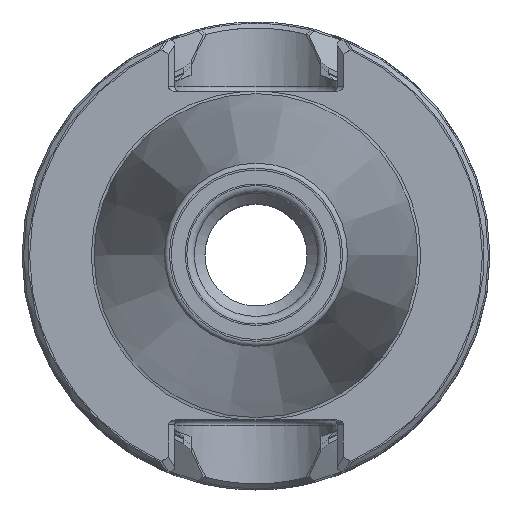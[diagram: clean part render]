
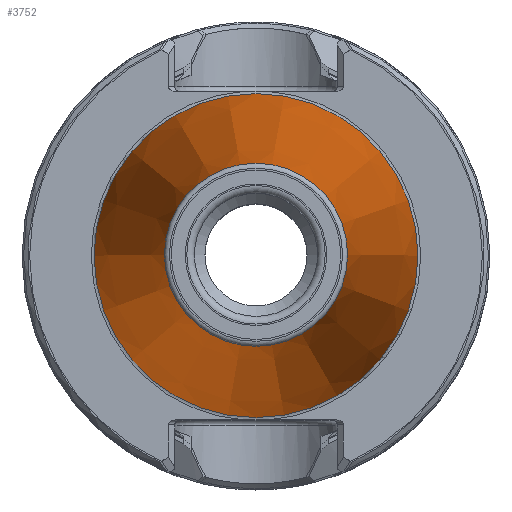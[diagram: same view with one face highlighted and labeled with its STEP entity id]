
A CAD part, top view. The second image highlights one B-rep face of the part: STEP entity #3752.
In plain terms, the highlighted conical face has half-angle 8.297 degrees and reference radius 9.058 mm.
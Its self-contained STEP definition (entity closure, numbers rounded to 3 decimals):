
#507=CONICAL_SURFACE('',#4017,9.058,0.145);
#970=ORIENTED_EDGE('',*,*,#1542,.T.);
#971=ORIENTED_EDGE('',*,*,#1541,.F.);
#1541=EDGE_CURVE('',#1862,#1862,#2009,.T.);
#1542=EDGE_CURVE('',#1863,#1863,#2010,.T.);
#1862=VERTEX_POINT('',#5728);
#1863=VERTEX_POINT('',#5731);
#2009=CIRCLE('',#4016,9.058);
#2010=CIRCLE('',#4018,16.025);
#2160=EDGE_LOOP('',(#970));
#2161=EDGE_LOOP('',(#971));
#2366=FACE_BOUND('',#2160,.T.);
#2367=FACE_BOUND('',#2161,.T.);
#3752=ADVANCED_FACE('',(#2366,#2367),#507,.T.);
#4016=AXIS2_PLACEMENT_3D('',#5727,#4565,#4566);
#4017=AXIS2_PLACEMENT_3D('',#5729,#4567,#4568);
#4018=AXIS2_PLACEMENT_3D('',#5730,#4569,#4570);
#4565=DIRECTION('',(0.,0.,1.));
#4566=DIRECTION('',(1.,0.,0.));
#4567=DIRECTION('',(0.,0.,-1.));
#4568=DIRECTION('',(-1.,0.,0.));
#4569=DIRECTION('',(0.,0.,1.));
#4570=DIRECTION('',(1.,0.,0.));
#5727=CARTESIAN_POINT('',(0.,0.,48.172));
#5728=CARTESIAN_POINT('',(9.058,0.,48.172));
#5729=CARTESIAN_POINT('',(0.,0.,48.172));
#5730=CARTESIAN_POINT('',(0.,0.,0.4));
#5731=CARTESIAN_POINT('',(16.025,0.,0.4));
